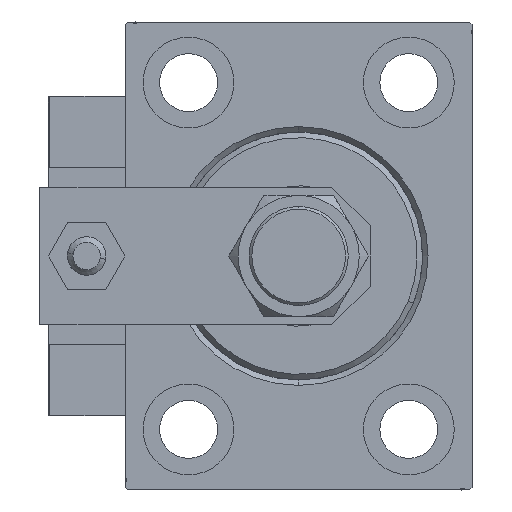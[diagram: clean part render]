
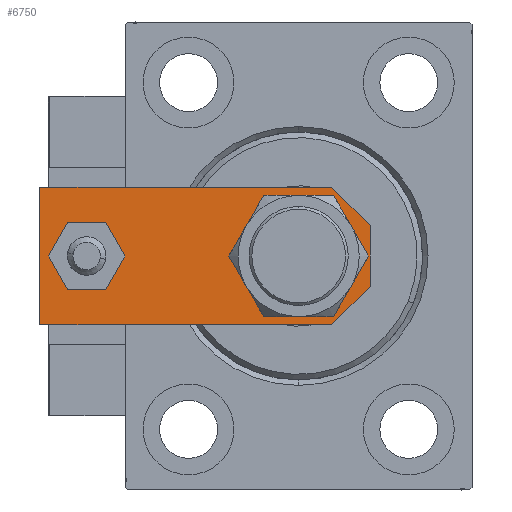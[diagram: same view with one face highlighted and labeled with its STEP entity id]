
A CAD part, left-side view. The second image highlights one B-rep face of the part: STEP entity #6750.
In plain terms, the highlighted face is planar.
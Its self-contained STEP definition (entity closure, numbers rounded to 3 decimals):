
#371 = ORIENTED_EDGE ( 'NONE', *, *, #26149, .T. ) ;
#555 = AXIS2_PLACEMENT_3D ( 'NONE', #16706, #41293, #1797 ) ;
#650 = ORIENTED_EDGE ( 'NONE', *, *, #29537, .T. ) ;
#690 = DIRECTION ( 'NONE',  ( 1., 0., 0. ) ) ;
#1007 = AXIS2_PLACEMENT_3D ( 'NONE', #25980, #37763, #14709 ) ;
#1460 = EDGE_CURVE ( 'NONE', #11990, #38017, #27951, .T. ) ;
#1797 = DIRECTION ( 'NONE',  ( 1., 0., 0. ) ) ;
#2242 = VECTOR ( 'NONE', #7791, 1000. ) ;
#2456 = DIRECTION ( 'NONE',  ( 0., -1., 0. ) ) ;
#2661 = ORIENTED_EDGE ( 'NONE', *, *, #33799, .F. ) ;
#3152 = CARTESIAN_POINT ( 'NONE',  ( 8.25, 13., 6. ) ) ;
#3159 = AXIS2_PLACEMENT_3D ( 'NONE', #9161, #25141, #46558 ) ;
#3176 = ORIENTED_EDGE ( 'NONE', *, *, #37771, .T. ) ;
#4623 = DIRECTION ( 'NONE',  ( 0., 0., 1. ) ) ;
#6750 = ADVANCED_FACE ( 'NONE', ( #48938, #13090, #9680 ), #25653, .T. ) ;
#7531 = VERTEX_POINT ( 'NONE', #38464 ) ;
#7791 = DIRECTION ( 'NONE',  ( 0., 1., 0. ) ) ;
#7999 = EDGE_LOOP ( 'NONE', ( #15478, #371, #16737, #3176, #50511, #650 ) ) ;
#8404 = CARTESIAN_POINT ( 'NONE',  ( -8.25, 13., 6. ) ) ;
#8967 = EDGE_LOOP ( 'NONE', ( #49962, #46272 ) ) ;
#9161 = CARTESIAN_POINT ( 'NONE',  ( 0., 0., 6. ) ) ;
#9562 = CARTESIAN_POINT ( 'NONE',  ( 0., 51.5, 6. ) ) ;
#9680 = FACE_BOUND ( 'NONE', #8967, .T. ) ;
#11049 = CARTESIAN_POINT ( 'NONE',  ( -12.5, 60., 6. ) ) ;
#11261 = DIRECTION ( 'NONE',  ( 1., 0., 0. ) ) ;
#11426 = VECTOR ( 'NONE', #2456, 1000. ) ;
#11665 = DIRECTION ( 'NONE',  ( 1., 0., 0. ) ) ;
#11746 = CARTESIAN_POINT ( 'NONE',  ( -2.75, -2.75, 6. ) ) ;
#11990 = VERTEX_POINT ( 'NONE', #40582 ) ;
#13090 = FACE_OUTER_BOUND ( 'NONE', #7999, .T. ) ;
#13749 = VERTEX_POINT ( 'NONE', #8404 ) ;
#14709 = DIRECTION ( 'NONE',  ( 1., 0., 0. ) ) ;
#15374 = CARTESIAN_POINT ( 'NONE',  ( 12.5, 60., 6. ) ) ;
#15397 = CARTESIAN_POINT ( 'NONE',  ( 12.5, 0., 6. ) ) ;
#15478 = ORIENTED_EDGE ( 'NONE', *, *, #37546, .T. ) ;
#16706 = CARTESIAN_POINT ( 'NONE',  ( 0., 51.5, 6. ) ) ;
#16737 = ORIENTED_EDGE ( 'NONE', *, *, #21530, .T. ) ;
#16748 = EDGE_CURVE ( 'NONE', #13749, #38973, #42755, .T. ) ;
#18330 = AXIS2_PLACEMENT_3D ( 'NONE', #47384, #34821, #11261 ) ;
#19010 = CARTESIAN_POINT ( 'NONE',  ( -12.5, 0., 6. ) ) ;
#21530 = EDGE_CURVE ( 'NONE', #23065, #7531, #51448, .T. ) ;
#21939 = CARTESIAN_POINT ( 'NONE',  ( -4., 51.5, 6. ) ) ;
#22535 = CARTESIAN_POINT ( 'NONE',  ( -5.5, 0., 6. ) ) ;
#23065 = VERTEX_POINT ( 'NONE', #22535 ) ;
#25141 = DIRECTION ( 'NONE',  ( 0., 0., 1. ) ) ;
#25359 = CARTESIAN_POINT ( 'NONE',  ( 2.75, -2.75, 6. ) ) ;
#25653 = PLANE ( 'NONE',  #3159 ) ;
#25980 = CARTESIAN_POINT ( 'NONE',  ( 0., 13., 6. ) ) ;
#26149 = EDGE_CURVE ( 'NONE', #35873, #23065, #31645, .T. ) ;
#26284 = VECTOR ( 'NONE', #27718, 1000. ) ;
#27018 = CARTESIAN_POINT ( 'NONE',  ( -12.5, 60., 6. ) ) ;
#27718 = DIRECTION ( 'NONE',  ( 0.707, -0.707, 0. ) ) ;
#27951 = LINE ( 'NONE', #15397, #2242 ) ;
#28225 = VERTEX_POINT ( 'NONE', #48857 ) ;
#28982 = AXIS2_PLACEMENT_3D ( 'NONE', #9562, #4623, #690 ) ;
#29537 = EDGE_CURVE ( 'NONE', #38017, #48032, #44057, .T. ) ;
#31124 = VECTOR ( 'NONE', #11665, 1000. ) ;
#31520 = VERTEX_POINT ( 'NONE', #21939 ) ;
#31645 = LINE ( 'NONE', #11746, #26284 ) ;
#33799 = EDGE_CURVE ( 'NONE', #31520, #28225, #51537, .T. ) ;
#34080 = EDGE_CURVE ( 'NONE', #28225, #31520, #49010, .T. ) ;
#34821 = DIRECTION ( 'NONE',  ( 0., 0., 1. ) ) ;
#35873 = VERTEX_POINT ( 'NONE', #47106 ) ;
#36210 = DIRECTION ( 'NONE',  ( -1., 0., 0. ) ) ;
#37546 = EDGE_CURVE ( 'NONE', #48032, #35873, #38795, .T. ) ;
#37763 = DIRECTION ( 'NONE',  ( 0., 0., 1. ) ) ;
#37771 = EDGE_CURVE ( 'NONE', #7531, #11990, #41309, .T. ) ;
#38017 = VERTEX_POINT ( 'NONE', #15374 ) ;
#38464 = CARTESIAN_POINT ( 'NONE',  ( 5.5, 0., 6. ) ) ;
#38662 = ORIENTED_EDGE ( 'NONE', *, *, #34080, .F. ) ;
#38795 = LINE ( 'NONE', #27018, #11426 ) ;
#38973 = VERTEX_POINT ( 'NONE', #3152 ) ;
#40582 = CARTESIAN_POINT ( 'NONE',  ( 12.5, 7., 6. ) ) ;
#40884 = CIRCLE ( 'NONE', #18330, 8.25 ) ;
#41052 = DIRECTION ( 'NONE',  ( 0.707, 0.707, 0. ) ) ;
#41293 = DIRECTION ( 'NONE',  ( 0., 0., 1. ) ) ;
#41309 = LINE ( 'NONE', #25359, #47336 ) ;
#42755 = CIRCLE ( 'NONE', #1007, 8.25 ) ;
#43546 = EDGE_CURVE ( 'NONE', #38973, #13749, #40884, .T. ) ;
#44057 = LINE ( 'NONE', #44839, #51360 ) ;
#44839 = CARTESIAN_POINT ( 'NONE',  ( 12.5, 60., 6. ) ) ;
#46272 = ORIENTED_EDGE ( 'NONE', *, *, #43546, .F. ) ;
#46558 = DIRECTION ( 'NONE',  ( 1., 0., 0. ) ) ;
#46948 = EDGE_LOOP ( 'NONE', ( #2661, #38662 ) ) ;
#47106 = CARTESIAN_POINT ( 'NONE',  ( -12.5, 7., 6. ) ) ;
#47336 = VECTOR ( 'NONE', #41052, 1000. ) ;
#47384 = CARTESIAN_POINT ( 'NONE',  ( 0., 13., 6. ) ) ;
#48032 = VERTEX_POINT ( 'NONE', #11049 ) ;
#48857 = CARTESIAN_POINT ( 'NONE',  ( 4., 51.5, 6. ) ) ;
#48938 = FACE_BOUND ( 'NONE', #46948, .T. ) ;
#49010 = CIRCLE ( 'NONE', #28982, 4. ) ;
#49962 = ORIENTED_EDGE ( 'NONE', *, *, #16748, .F. ) ;
#50511 = ORIENTED_EDGE ( 'NONE', *, *, #1460, .T. ) ;
#51360 = VECTOR ( 'NONE', #36210, 1000. ) ;
#51448 = LINE ( 'NONE', #19010, #31124 ) ;
#51537 = CIRCLE ( 'NONE', #555, 4. ) ;
